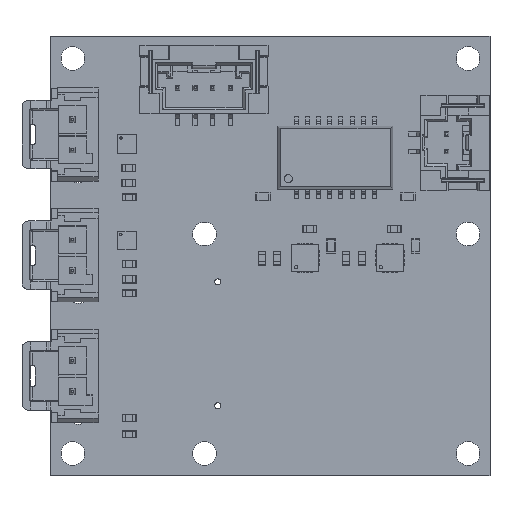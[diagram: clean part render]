
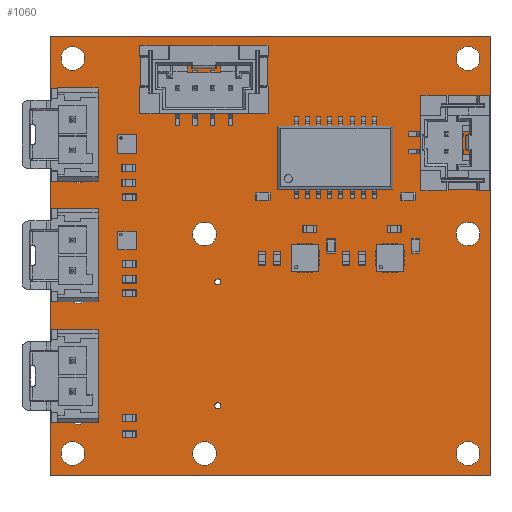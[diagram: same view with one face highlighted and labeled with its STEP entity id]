
A CAD part, top view. The second image highlights one B-rep face of the part: STEP entity #1060.
In plain terms, the highlighted planar face has unit normal (0, 0, 1).
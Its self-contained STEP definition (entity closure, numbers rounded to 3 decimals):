
#175 = VERTEX_POINT('',#176);
#176 = CARTESIAN_POINT('',(0.,0.,0.));
#182 = EDGE_CURVE('',#175,#183,#185,.T.);
#183 = VERTEX_POINT('',#184);
#184 = CARTESIAN_POINT('',(0.,50.,0.));
#185 = LINE('',#186,#187);
#186 = CARTESIAN_POINT('',(0.,0.,0.));
#187 = VECTOR('',#188,1.);
#188 = DIRECTION('',(0.,1.,0.));
#213 = EDGE_CURVE('',#183,#214,#216,.T.);
#214 = VERTEX_POINT('',#215);
#215 = CARTESIAN_POINT('',(50.,50.,0.));
#216 = LINE('',#217,#218);
#217 = CARTESIAN_POINT('',(0.,50.,0.));
#218 = VECTOR('',#219,1.);
#219 = DIRECTION('',(1.,0.,0.));
#244 = EDGE_CURVE('',#214,#245,#247,.T.);
#245 = VERTEX_POINT('',#246);
#246 = CARTESIAN_POINT('',(50.,0.,0.));
#247 = LINE('',#248,#249);
#248 = CARTESIAN_POINT('',(50.,50.,0.));
#249 = VECTOR('',#250,1.);
#250 = DIRECTION('',(0.,-1.,0.));
#275 = EDGE_CURVE('',#245,#175,#276,.T.);
#276 = LINE('',#277,#278);
#277 = CARTESIAN_POINT('',(50.,0.,0.));
#278 = VECTOR('',#279,1.);
#279 = DIRECTION('',(-1.,0.,0.));
#299 = VERTEX_POINT('',#300);
#300 = CARTESIAN_POINT('',(3.85,2.5,0.));
#306 = EDGE_CURVE('',#299,#299,#307,.T.);
#307 = CIRCLE('',#308,1.35);
#308 = AXIS2_PLACEMENT_3D('',#309,#310,#311);
#309 = CARTESIAN_POINT('',(2.5,2.5,0.));
#310 = DIRECTION('',(0.,0.,1.));
#311 = DIRECTION('',(1.,0.,0.));
#332 = VERTEX_POINT('',#333);
#333 = CARTESIAN_POINT('',(3.01,23.25,0.));
#339 = EDGE_CURVE('',#332,#332,#340,.T.);
#340 = CIRCLE('',#341,0.51);
#341 = AXIS2_PLACEMENT_3D('',#342,#343,#344);
#342 = CARTESIAN_POINT('',(2.5,23.25,0.));
#343 = DIRECTION('',(0.,0.,1.));
#344 = DIRECTION('',(1.,0.,0.));
#365 = VERTEX_POINT('',#366);
#366 = CARTESIAN_POINT('',(4.28,7.,0.));
#372 = EDGE_CURVE('',#365,#365,#373,.T.);
#373 = CIRCLE('',#374,1.15);
#374 = AXIS2_PLACEMENT_3D('',#375,#376,#377);
#375 = CARTESIAN_POINT('',(3.13,7.,0.));
#376 = DIRECTION('',(0.,0.,1.));
#377 = DIRECTION('',(1.,0.,0.));
#398 = VERTEX_POINT('',#399);
#399 = CARTESIAN_POINT('',(4.28,20.75,0.));
#405 = EDGE_CURVE('',#398,#398,#406,.T.);
#406 = CIRCLE('',#407,1.15);
#407 = AXIS2_PLACEMENT_3D('',#408,#409,#410);
#408 = CARTESIAN_POINT('',(3.13,20.75,0.));
#409 = DIRECTION('',(0.,0.,1.));
#410 = DIRECTION('',(1.,0.,0.));
#431 = VERTEX_POINT('',#432);
#432 = CARTESIAN_POINT('',(4.28,15.5,0.));
#438 = EDGE_CURVE('',#431,#431,#439,.T.);
#439 = CIRCLE('',#440,1.15);
#440 = AXIS2_PLACEMENT_3D('',#441,#442,#443);
#441 = CARTESIAN_POINT('',(3.13,15.5,0.));
#442 = DIRECTION('',(0.,0.,1.));
#443 = DIRECTION('',(1.,0.,0.));
#464 = VERTEX_POINT('',#465);
#465 = CARTESIAN_POINT('',(3.01,26.75,0.));
#471 = EDGE_CURVE('',#464,#464,#472,.T.);
#472 = CIRCLE('',#473,0.51);
#473 = AXIS2_PLACEMENT_3D('',#474,#475,#476);
#474 = CARTESIAN_POINT('',(2.5,26.75,0.));
#475 = DIRECTION('',(0.,0.,1.));
#476 = DIRECTION('',(1.,0.,0.));
#497 = VERTEX_POINT('',#498);
#498 = CARTESIAN_POINT('',(3.85,47.5,0.));
#504 = EDGE_CURVE('',#497,#497,#505,.T.);
#505 = CIRCLE('',#506,1.35);
#506 = AXIS2_PLACEMENT_3D('',#507,#508,#509);
#507 = CARTESIAN_POINT('',(2.5,47.5,0.));
#508 = DIRECTION('',(0.,0.,1.));
#509 = DIRECTION('',(1.,0.,0.));
#530 = VERTEX_POINT('',#531);
#531 = CARTESIAN_POINT('',(4.28,29.25,0.));
#537 = EDGE_CURVE('',#530,#530,#538,.T.);
#538 = CIRCLE('',#539,1.15);
#539 = AXIS2_PLACEMENT_3D('',#540,#541,#542);
#540 = CARTESIAN_POINT('',(3.13,29.25,0.));
#541 = DIRECTION('',(0.,0.,1.));
#542 = DIRECTION('',(1.,0.,0.));
#563 = VERTEX_POINT('',#564);
#564 = CARTESIAN_POINT('',(4.28,43.,0.));
#570 = EDGE_CURVE('',#563,#563,#571,.T.);
#571 = CIRCLE('',#572,1.15);
#572 = AXIS2_PLACEMENT_3D('',#573,#574,#575);
#573 = CARTESIAN_POINT('',(3.13,43.,0.));
#574 = DIRECTION('',(0.,0.,1.));
#575 = DIRECTION('',(1.,0.,0.));
#596 = VERTEX_POINT('',#597);
#597 = CARTESIAN_POINT('',(4.28,34.5,0.));
#603 = EDGE_CURVE('',#596,#596,#604,.T.);
#604 = CIRCLE('',#605,1.15);
#605 = AXIS2_PLACEMENT_3D('',#606,#607,#608);
#606 = CARTESIAN_POINT('',(3.13,34.5,0.));
#607 = DIRECTION('',(0.,0.,1.));
#608 = DIRECTION('',(1.,0.,0.));
#629 = VERTEX_POINT('',#630);
#630 = CARTESIAN_POINT('',(3.01,9.5,0.));
#636 = EDGE_CURVE('',#629,#629,#637,.T.);
#637 = CIRCLE('',#638,0.51);
#638 = AXIS2_PLACEMENT_3D('',#639,#640,#641);
#639 = CARTESIAN_POINT('',(2.5,9.5,0.));
#640 = DIRECTION('',(0.,0.,1.));
#641 = DIRECTION('',(1.,0.,0.));
#662 = VERTEX_POINT('',#663);
#663 = CARTESIAN_POINT('',(3.01,13.,0.));
#669 = EDGE_CURVE('',#662,#662,#670,.T.);
#670 = CIRCLE('',#671,0.51);
#671 = AXIS2_PLACEMENT_3D('',#672,#673,#674);
#672 = CARTESIAN_POINT('',(2.5,13.,0.));
#673 = DIRECTION('',(0.,0.,1.));
#674 = DIRECTION('',(1.,0.,0.));
#695 = VERTEX_POINT('',#696);
#696 = CARTESIAN_POINT('',(18.85,2.5,0.));
#702 = EDGE_CURVE('',#695,#695,#703,.T.);
#703 = CIRCLE('',#704,1.35);
#704 = AXIS2_PLACEMENT_3D('',#705,#706,#707);
#705 = CARTESIAN_POINT('',(17.5,2.5,0.));
#706 = DIRECTION('',(0.,0.,1.));
#707 = DIRECTION('',(1.,0.,0.));
#728 = VERTEX_POINT('',#729);
#729 = CARTESIAN_POINT('',(19.35,7.95,0.));
#735 = EDGE_CURVE('',#728,#728,#736,.T.);
#736 = CIRCLE('',#737,0.35);
#737 = AXIS2_PLACEMENT_3D('',#738,#739,#740);
#738 = CARTESIAN_POINT('',(19.,7.95,0.));
#739 = DIRECTION('',(0.,0.,1.));
#740 = DIRECTION('',(1.,0.,0.));
#761 = VERTEX_POINT('',#762);
#762 = CARTESIAN_POINT('',(48.85,2.5,0.));
#768 = EDGE_CURVE('',#761,#761,#769,.T.);
#769 = CIRCLE('',#770,1.35);
#770 = AXIS2_PLACEMENT_3D('',#771,#772,#773);
#771 = CARTESIAN_POINT('',(47.5,2.5,0.));
#772 = DIRECTION('',(0.,0.,1.));
#773 = DIRECTION('',(1.,0.,0.));
#794 = VERTEX_POINT('',#795);
#795 = CARTESIAN_POINT('',(18.85,27.5,0.));
#801 = EDGE_CURVE('',#794,#794,#802,.T.);
#802 = CIRCLE('',#803,1.35);
#803 = AXIS2_PLACEMENT_3D('',#804,#805,#806);
#804 = CARTESIAN_POINT('',(17.5,27.5,0.));
#805 = DIRECTION('',(0.,0.,1.));
#806 = DIRECTION('',(1.,0.,0.));
#827 = VERTEX_POINT('',#828);
#828 = CARTESIAN_POINT('',(3.01,40.5,0.));
#834 = EDGE_CURVE('',#827,#827,#835,.T.);
#835 = CIRCLE('',#836,0.51);
#836 = AXIS2_PLACEMENT_3D('',#837,#838,#839);
#837 = CARTESIAN_POINT('',(2.5,40.5,0.));
#838 = DIRECTION('',(0.,0.,1.));
#839 = DIRECTION('',(1.,0.,0.));
#860 = VERTEX_POINT('',#861);
#861 = CARTESIAN_POINT('',(3.01,37.,0.));
#867 = EDGE_CURVE('',#860,#860,#868,.T.);
#868 = CIRCLE('',#869,0.51);
#869 = AXIS2_PLACEMENT_3D('',#870,#871,#872);
#870 = CARTESIAN_POINT('',(2.5,37.,0.));
#871 = DIRECTION('',(0.,0.,1.));
#872 = DIRECTION('',(1.,0.,0.));
#893 = VERTEX_POINT('',#894);
#894 = CARTESIAN_POINT('',(19.35,22.05,0.));
#900 = EDGE_CURVE('',#893,#893,#901,.T.);
#901 = CIRCLE('',#902,0.35);
#902 = AXIS2_PLACEMENT_3D('',#903,#904,#905);
#903 = CARTESIAN_POINT('',(19.,22.05,0.));
#904 = DIRECTION('',(0.,0.,1.));
#905 = DIRECTION('',(1.,0.,0.));
#926 = VERTEX_POINT('',#927);
#927 = CARTESIAN_POINT('',(48.85,47.5,0.));
#933 = EDGE_CURVE('',#926,#926,#934,.T.);
#934 = CIRCLE('',#935,1.35);
#935 = AXIS2_PLACEMENT_3D('',#936,#937,#938);
#936 = CARTESIAN_POINT('',(47.5,47.5,0.));
#937 = DIRECTION('',(0.,0.,1.));
#938 = DIRECTION('',(1.,0.,0.));
#959 = VERTEX_POINT('',#960);
#960 = CARTESIAN_POINT('',(48.85,27.5,0.));
#966 = EDGE_CURVE('',#959,#959,#967,.T.);
#967 = CIRCLE('',#968,1.35);
#968 = AXIS2_PLACEMENT_3D('',#969,#970,#971);
#969 = CARTESIAN_POINT('',(47.5,27.5,0.));
#970 = DIRECTION('',(0.,0.,1.));
#971 = DIRECTION('',(1.,0.,0.));
#1060 = ADVANCED_FACE('',(#1061,#1067,#1070,#1073,#1076,#1079,#1082,
    #1085,#1088,#1091,#1094,#1097,#1100,#1103,#1106,#1109,#1112,#1115,
    #1118,#1121,#1124,#1127),#1130,.T.);
#1061 = FACE_BOUND('',#1062,.F.);
#1062 = EDGE_LOOP('',(#1063,#1064,#1065,#1066));
#1063 = ORIENTED_EDGE('',*,*,#182,.T.);
#1064 = ORIENTED_EDGE('',*,*,#213,.T.);
#1065 = ORIENTED_EDGE('',*,*,#244,.T.);
#1066 = ORIENTED_EDGE('',*,*,#275,.T.);
#1067 = FACE_BOUND('',#1068,.T.);
#1068 = EDGE_LOOP('',(#1069));
#1069 = ORIENTED_EDGE('',*,*,#306,.F.);
#1070 = FACE_BOUND('',#1071,.T.);
#1071 = EDGE_LOOP('',(#1072));
#1072 = ORIENTED_EDGE('',*,*,#339,.F.);
#1073 = FACE_BOUND('',#1074,.T.);
#1074 = EDGE_LOOP('',(#1075));
#1075 = ORIENTED_EDGE('',*,*,#372,.F.);
#1076 = FACE_BOUND('',#1077,.T.);
#1077 = EDGE_LOOP('',(#1078));
#1078 = ORIENTED_EDGE('',*,*,#405,.F.);
#1079 = FACE_BOUND('',#1080,.T.);
#1080 = EDGE_LOOP('',(#1081));
#1081 = ORIENTED_EDGE('',*,*,#438,.F.);
#1082 = FACE_BOUND('',#1083,.T.);
#1083 = EDGE_LOOP('',(#1084));
#1084 = ORIENTED_EDGE('',*,*,#471,.F.);
#1085 = FACE_BOUND('',#1086,.T.);
#1086 = EDGE_LOOP('',(#1087));
#1087 = ORIENTED_EDGE('',*,*,#504,.F.);
#1088 = FACE_BOUND('',#1089,.T.);
#1089 = EDGE_LOOP('',(#1090));
#1090 = ORIENTED_EDGE('',*,*,#537,.F.);
#1091 = FACE_BOUND('',#1092,.T.);
#1092 = EDGE_LOOP('',(#1093));
#1093 = ORIENTED_EDGE('',*,*,#570,.F.);
#1094 = FACE_BOUND('',#1095,.T.);
#1095 = EDGE_LOOP('',(#1096));
#1096 = ORIENTED_EDGE('',*,*,#603,.F.);
#1097 = FACE_BOUND('',#1098,.T.);
#1098 = EDGE_LOOP('',(#1099));
#1099 = ORIENTED_EDGE('',*,*,#636,.F.);
#1100 = FACE_BOUND('',#1101,.T.);
#1101 = EDGE_LOOP('',(#1102));
#1102 = ORIENTED_EDGE('',*,*,#669,.F.);
#1103 = FACE_BOUND('',#1104,.T.);
#1104 = EDGE_LOOP('',(#1105));
#1105 = ORIENTED_EDGE('',*,*,#702,.F.);
#1106 = FACE_BOUND('',#1107,.T.);
#1107 = EDGE_LOOP('',(#1108));
#1108 = ORIENTED_EDGE('',*,*,#735,.F.);
#1109 = FACE_BOUND('',#1110,.T.);
#1110 = EDGE_LOOP('',(#1111));
#1111 = ORIENTED_EDGE('',*,*,#768,.F.);
#1112 = FACE_BOUND('',#1113,.T.);
#1113 = EDGE_LOOP('',(#1114));
#1114 = ORIENTED_EDGE('',*,*,#801,.F.);
#1115 = FACE_BOUND('',#1116,.T.);
#1116 = EDGE_LOOP('',(#1117));
#1117 = ORIENTED_EDGE('',*,*,#834,.F.);
#1118 = FACE_BOUND('',#1119,.T.);
#1119 = EDGE_LOOP('',(#1120));
#1120 = ORIENTED_EDGE('',*,*,#867,.F.);
#1121 = FACE_BOUND('',#1122,.T.);
#1122 = EDGE_LOOP('',(#1123));
#1123 = ORIENTED_EDGE('',*,*,#900,.F.);
#1124 = FACE_BOUND('',#1125,.T.);
#1125 = EDGE_LOOP('',(#1126));
#1126 = ORIENTED_EDGE('',*,*,#933,.F.);
#1127 = FACE_BOUND('',#1128,.T.);
#1128 = EDGE_LOOP('',(#1129));
#1129 = ORIENTED_EDGE('',*,*,#966,.F.);
#1130 = PLANE('',#1131);
#1131 = AXIS2_PLACEMENT_3D('',#1132,#1133,#1134);
#1132 = CARTESIAN_POINT('',(0.,0.,0.));
#1133 = DIRECTION('',(0.,0.,1.));
#1134 = DIRECTION('',(1.,0.,0.));
